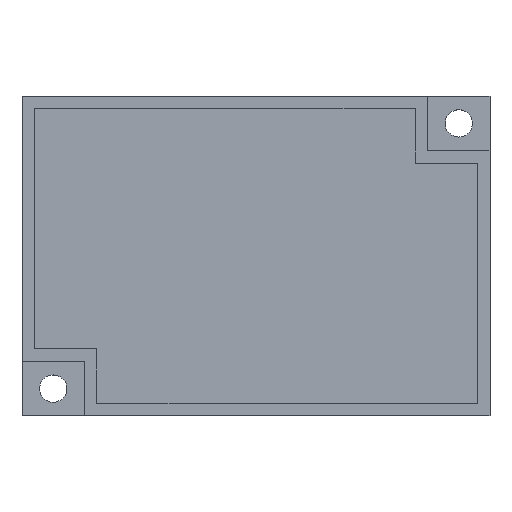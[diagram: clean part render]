
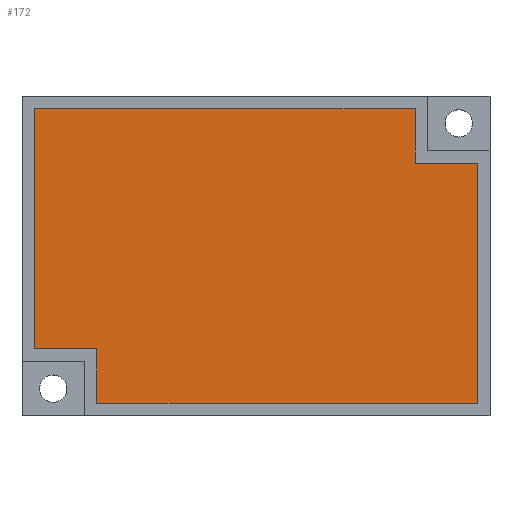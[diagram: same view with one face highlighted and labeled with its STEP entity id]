
A CAD part, top view. The second image highlights one B-rep face of the part: STEP entity #172.
In plain terms, the highlighted planar face has unit normal (0, 0, 1).
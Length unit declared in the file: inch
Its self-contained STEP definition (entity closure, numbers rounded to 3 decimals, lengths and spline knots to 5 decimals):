
#11 = CARTESIAN_POINT ( 'NONE',  ( 0.06299, 1.55118, 0.2874 ) ) ;
#23 = VECTOR ( 'NONE', #188, 39.37008 ) ;
#32 = VERTEX_POINT ( 'NONE', #789 ) ;
#35 = CARTESIAN_POINT ( 'NONE',  ( 1.98425, 1.55118, 0.2874 ) ) ;
#53 = ORIENTED_EDGE ( 'NONE', *, *, #169, .T. ) ;
#70 = CARTESIAN_POINT ( 'NONE',  ( 2.29921, 0.06299, 0.2874 ) ) ;
#92 = CARTESIAN_POINT ( 'NONE',  ( 0.37795, 0.33858, 0.2874 ) ) ;
#97 = VERTEX_POINT ( 'NONE', #786 ) ;
#127 = CARTESIAN_POINT ( 'NONE',  ( 1.98425, 1.27559, 0.2874 ) ) ;
#142 = DIRECTION ( 'NONE',  ( 1., 0., 0. ) ) ;
#143 = LINE ( 'NONE', #604, #234 ) ;
#159 = CARTESIAN_POINT ( 'NONE',  ( 2.29921, 1.27559, 0.2874 ) ) ;
#169 = EDGE_CURVE ( 'NONE', #32, #715, #657, .T. ) ;
#172 = ADVANCED_FACE ( 'NONE', ( #742 ), #597, .F. ) ;
#183 = ORIENTED_EDGE ( 'NONE', *, *, #391, .T. ) ;
#184 = VERTEX_POINT ( 'NONE', #454 ) ;
#188 = DIRECTION ( 'NONE',  ( 1., 0., 0. ) ) ;
#192 = VECTOR ( 'NONE', #272, 39.37008 ) ;
#196 = CARTESIAN_POINT ( 'NONE',  ( 2.29921, 1.27559, 0.2874 ) ) ;
#203 = EDGE_CURVE ( 'NONE', #704, #637, #772, .T. ) ;
#233 = EDGE_CURVE ( 'NONE', #715, #352, #431, .T. ) ;
#234 = VECTOR ( 'NONE', #142, 39.37008 ) ;
#261 = DIRECTION ( 'NONE',  ( 0., 1., 0. ) ) ;
#264 = CARTESIAN_POINT ( 'NONE',  ( 0.37795, 0.06299, 0.2874 ) ) ;
#266 = DIRECTION ( 'NONE',  ( -1., 0., 0. ) ) ;
#272 = DIRECTION ( 'NONE',  ( 0., -1., 0. ) ) ;
#311 = CARTESIAN_POINT ( 'NONE',  ( 0.06299, 0.33858, 0.2874 ) ) ;
#349 = CARTESIAN_POINT ( 'NONE',  ( 1.98425, 1.27559, 0.2874 ) ) ;
#352 = VERTEX_POINT ( 'NONE', #765 ) ;
#369 = VECTOR ( 'NONE', #771, 39.37008 ) ;
#376 = LINE ( 'NONE', #311, #23 ) ;
#382 = AXIS2_PLACEMENT_3D ( 'NONE', #127, #652, #261 ) ;
#391 = EDGE_CURVE ( 'NONE', #637, #97, #376, .T. ) ;
#431 = LINE ( 'NONE', #196, #725 ) ;
#442 = ORIENTED_EDGE ( 'NONE', *, *, #730, .T. ) ;
#454 = CARTESIAN_POINT ( 'NONE',  ( 1.98425, 1.55118, 0.2874 ) ) ;
#460 = VECTOR ( 'NONE', #799, 39.37008 ) ;
#463 = VERTEX_POINT ( 'NONE', #264 ) ;
#473 = LINE ( 'NONE', #92, #792 ) ;
#488 = DIRECTION ( 'NONE',  ( 0., -1., 0. ) ) ;
#489 = CARTESIAN_POINT ( 'NONE',  ( 0.06299, 1.55118, 0.2874 ) ) ;
#515 = VECTOR ( 'NONE', #739, 39.37008 ) ;
#565 = ORIENTED_EDGE ( 'NONE', *, *, #233, .T. ) ;
#571 = ORIENTED_EDGE ( 'NONE', *, *, #203, .T. ) ;
#589 = EDGE_LOOP ( 'NONE', ( #727, #817, #571, #183, #442, #650, #53, #565 ) ) ;
#597 = PLANE ( 'NONE',  #382 ) ;
#599 = LINE ( 'NONE', #35, #515 ) ;
#604 = CARTESIAN_POINT ( 'NONE',  ( 0.37795, 0.06299, 0.2874 ) ) ;
#629 = EDGE_CURVE ( 'NONE', #463, #32, #143, .T. ) ;
#637 = VERTEX_POINT ( 'NONE', #732 ) ;
#644 = EDGE_CURVE ( 'NONE', #352, #184, #741, .T. ) ;
#650 = ORIENTED_EDGE ( 'NONE', *, *, #629, .T. ) ;
#652 = DIRECTION ( 'NONE',  ( 0., 0., -1. ) ) ;
#657 = LINE ( 'NONE', #70, #369 ) ;
#704 = VERTEX_POINT ( 'NONE', #489 ) ;
#715 = VERTEX_POINT ( 'NONE', #159 ) ;
#725 = VECTOR ( 'NONE', #266, 39.37008 ) ;
#727 = ORIENTED_EDGE ( 'NONE', *, *, #644, .T. ) ;
#730 = EDGE_CURVE ( 'NONE', #97, #463, #473, .T. ) ;
#732 = CARTESIAN_POINT ( 'NONE',  ( 0.06299, 0.33858, 0.2874 ) ) ;
#739 = DIRECTION ( 'NONE',  ( -1., 0., 0. ) ) ;
#741 = LINE ( 'NONE', #349, #460 ) ;
#742 = FACE_OUTER_BOUND ( 'NONE', #589, .T. ) ;
#765 = CARTESIAN_POINT ( 'NONE',  ( 1.98425, 1.27559, 0.2874 ) ) ;
#771 = DIRECTION ( 'NONE',  ( 0., 1., 0. ) ) ;
#772 = LINE ( 'NONE', #11, #192 ) ;
#786 = CARTESIAN_POINT ( 'NONE',  ( 0.37795, 0.33858, 0.2874 ) ) ;
#789 = CARTESIAN_POINT ( 'NONE',  ( 2.29921, 0.06299, 0.2874 ) ) ;
#792 = VECTOR ( 'NONE', #488, 39.37008 ) ;
#799 = DIRECTION ( 'NONE',  ( 0., 1., 0. ) ) ;
#817 = ORIENTED_EDGE ( 'NONE', *, *, #821, .T. ) ;
#821 = EDGE_CURVE ( 'NONE', #184, #704, #599, .T. ) ;
